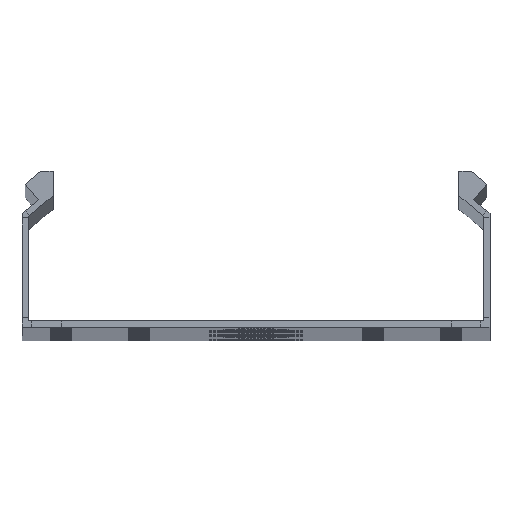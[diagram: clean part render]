
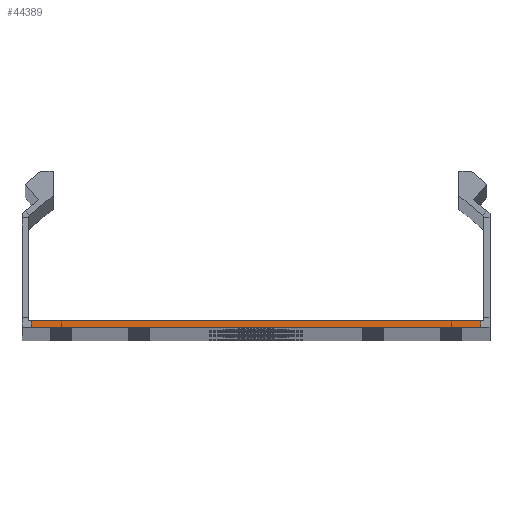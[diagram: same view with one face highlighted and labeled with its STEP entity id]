
A CAD part, top view. The second image highlights one B-rep face of the part: STEP entity #44389.
In plain terms, the highlighted planar face has unit normal (0, 0, 1).
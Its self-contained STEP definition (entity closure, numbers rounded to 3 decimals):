
#729 = CARTESIAN_POINT ( 'NONE',  ( -72., 0., 1250. ) ) ;
#1352 = CARTESIAN_POINT ( 'NONE',  ( 72., 2., 1250. ) ) ;
#2334 = EDGE_CURVE ( 'NONE', #24057, #25741, #25833, .T. ) ;
#4571 = LINE ( 'NONE', #14041, #17642 ) ;
#5153 = CARTESIAN_POINT ( 'NONE',  ( 72., 0., 1250. ) ) ;
#7461 = CARTESIAN_POINT ( 'NONE',  ( 72., 0., 1250. ) ) ;
#12058 = CARTESIAN_POINT ( 'NONE',  ( -72., 2., 1250. ) ) ;
#12879 = EDGE_CURVE ( 'NONE', #41105, #33413, #18345, .T. ) ;
#14041 = CARTESIAN_POINT ( 'NONE',  ( -72., 2., 1250. ) ) ;
#14102 = VECTOR ( 'NONE', #35690, 1000. ) ;
#14945 = CARTESIAN_POINT ( 'NONE',  ( -75., 0., 1250. ) ) ;
#17011 = ORIENTED_EDGE ( 'NONE', *, *, #12879, .F. ) ;
#17642 = VECTOR ( 'NONE', #18517, 1000. ) ;
#18345 = LINE ( 'NONE', #14945, #21759 ) ;
#18517 = DIRECTION ( 'NONE',  ( 0., -1., 0. ) ) ;
#21759 = VECTOR ( 'NONE', #32471, 1000. ) ;
#22112 = ORIENTED_EDGE ( 'NONE', *, *, #27591, .T. ) ;
#22412 = CARTESIAN_POINT ( 'NONE',  ( -75., 2., 1250. ) ) ;
#23490 = DIRECTION ( 'NONE',  ( 1., 0., 0. ) ) ;
#24057 = VERTEX_POINT ( 'NONE', #1352 ) ;
#25741 = VERTEX_POINT ( 'NONE', #12058 ) ;
#25833 = LINE ( 'NONE', #22412, #14102 ) ;
#27591 = EDGE_CURVE ( 'NONE', #25741, #33413, #4571, .T. ) ;
#28263 = CARTESIAN_POINT ( 'NONE',  ( 73., 3., 1250. ) ) ;
#28503 = FACE_OUTER_BOUND ( 'NONE', #51448, .T. ) ;
#28868 = LINE ( 'NONE', #7461, #54491 ) ;
#32471 = DIRECTION ( 'NONE',  ( -1., 0., 0. ) ) ;
#32894 = PLANE ( 'NONE',  #34641 ) ;
#33413 = VERTEX_POINT ( 'NONE', #729 ) ;
#34641 = AXIS2_PLACEMENT_3D ( 'NONE', #28263, #36943, #23490 ) ;
#35690 = DIRECTION ( 'NONE',  ( -1., 0., 0. ) ) ;
#36943 = DIRECTION ( 'NONE',  ( 0., 0., 1. ) ) ;
#37230 = ORIENTED_EDGE ( 'NONE', *, *, #49602, .T. ) ;
#41105 = VERTEX_POINT ( 'NONE', #5153 ) ;
#44389 = ADVANCED_FACE ( 'NONE', ( #28503 ), #32894, .T. ) ;
#47366 = ORIENTED_EDGE ( 'NONE', *, *, #2334, .T. ) ;
#49602 = EDGE_CURVE ( 'NONE', #41105, #24057, #28868, .T. ) ;
#51448 = EDGE_LOOP ( 'NONE', ( #17011, #37230, #47366, #22112 ) ) ;
#54491 = VECTOR ( 'NONE', #56502, 1000. ) ;
#56502 = DIRECTION ( 'NONE',  ( 0., 1., 0. ) ) ;
